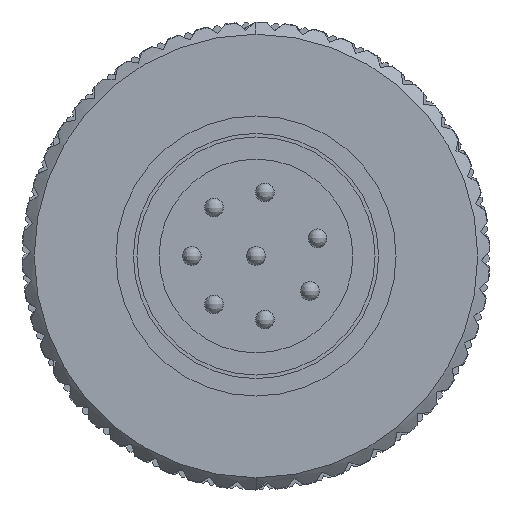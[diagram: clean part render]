
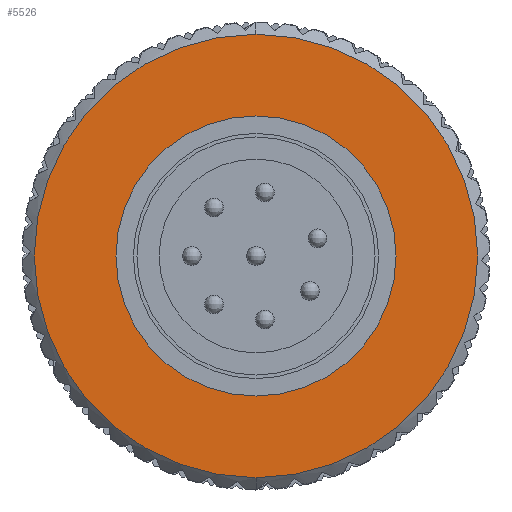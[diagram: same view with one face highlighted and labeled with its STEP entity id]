
A CAD part, front view. The second image highlights one B-rep face of the part: STEP entity #5526.
In plain terms, the highlighted planar face has unit normal (0, -1, 0).
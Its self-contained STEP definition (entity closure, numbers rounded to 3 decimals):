
#523 = ORIENTED_EDGE ( 'NONE', *, *, #15430, .F. ) ;
#2511 = DIRECTION ( 'NONE',  ( 0., 1., 0. ) ) ;
#2684 = AXIS2_PLACEMENT_3D ( 'NONE', #9747, #13423, #15679 ) ;
#3320 = PLANE ( 'NONE',  #21128 ) ;
#3625 = CARTESIAN_POINT ( 'NONE',  ( 0., 1.2, 9.5 ) ) ;
#4016 = AXIS2_PLACEMENT_3D ( 'NONE', #18570, #11162, #18659 ) ;
#4480 = AXIS2_PLACEMENT_3D ( 'NONE', #8213, #2511, #10056 ) ;
#4537 = EDGE_CURVE ( 'NONE', #18273, #16869, #18524, .T. ) ;
#5526 = ADVANCED_FACE ( 'NONE', ( #15774, #21546 ), #3320, .T. ) ;
#5972 = ORIENTED_EDGE ( 'NONE', *, *, #17273, .T. ) ;
#7731 = DIRECTION ( 'NONE',  ( 0., 0., -1. ) ) ;
#7984 = DIRECTION ( 'NONE',  ( 0., 1., 0. ) ) ;
#8213 = CARTESIAN_POINT ( 'NONE',  ( 0., 1.2, 0. ) ) ;
#8440 = VERTEX_POINT ( 'NONE', #19261 ) ;
#9300 = CIRCLE ( 'NONE', #4480, 5. ) ;
#9747 = CARTESIAN_POINT ( 'NONE',  ( 0., 1.2, 0. ) ) ;
#10056 = DIRECTION ( 'NONE',  ( 0., 0., -1. ) ) ;
#10147 = VERTEX_POINT ( 'NONE', #11377 ) ;
#10928 = DIRECTION ( 'NONE',  ( 0., -1., 0. ) ) ;
#10967 = CIRCLE ( 'NONE', #4016, 9.5 ) ;
#11106 = DIRECTION ( 'NONE',  ( 0., 0., -1. ) ) ;
#11162 = DIRECTION ( 'NONE',  ( 0., 1., 0. ) ) ;
#11377 = CARTESIAN_POINT ( 'NONE',  ( 0., 1.2, 5. ) ) ;
#11494 = AXIS2_PLACEMENT_3D ( 'NONE', #19480, #7984, #7731 ) ;
#12141 = EDGE_LOOP ( 'NONE', ( #23700, #523 ) ) ;
#13423 = DIRECTION ( 'NONE',  ( 0., 1., 0. ) ) ;
#15430 = EDGE_CURVE ( 'NONE', #16869, #18273, #10967, .T. ) ;
#15679 = DIRECTION ( 'NONE',  ( 0., 0., 1. ) ) ;
#15774 = FACE_BOUND ( 'NONE', #23549, .T. ) ;
#16869 = VERTEX_POINT ( 'NONE', #23421 ) ;
#17273 = EDGE_CURVE ( 'NONE', #8440, #10147, #24480, .T. ) ;
#18273 = VERTEX_POINT ( 'NONE', #3625 ) ;
#18524 = CIRCLE ( 'NONE', #2684, 9.5 ) ;
#18570 = CARTESIAN_POINT ( 'NONE',  ( 0., 1.2, 0. ) ) ;
#18659 = DIRECTION ( 'NONE',  ( 0., 0., 1. ) ) ;
#18761 = CARTESIAN_POINT ( 'NONE',  ( 0., 1.2, 9.65 ) ) ;
#19261 = CARTESIAN_POINT ( 'NONE',  ( 0., 1.2, -5. ) ) ;
#19480 = CARTESIAN_POINT ( 'NONE',  ( 0., 1.2, 0. ) ) ;
#21128 = AXIS2_PLACEMENT_3D ( 'NONE', #18761, #10928, #11106 ) ;
#21546 = FACE_OUTER_BOUND ( 'NONE', #12141, .T. ) ;
#23421 = CARTESIAN_POINT ( 'NONE',  ( 0., 1.2, -9.5 ) ) ;
#23549 = EDGE_LOOP ( 'NONE', ( #5972, #24097 ) ) ;
#23700 = ORIENTED_EDGE ( 'NONE', *, *, #4537, .F. ) ;
#24097 = ORIENTED_EDGE ( 'NONE', *, *, #24114, .T. ) ;
#24114 = EDGE_CURVE ( 'NONE', #10147, #8440, #9300, .T. ) ;
#24480 = CIRCLE ( 'NONE', #11494, 5. ) ;
